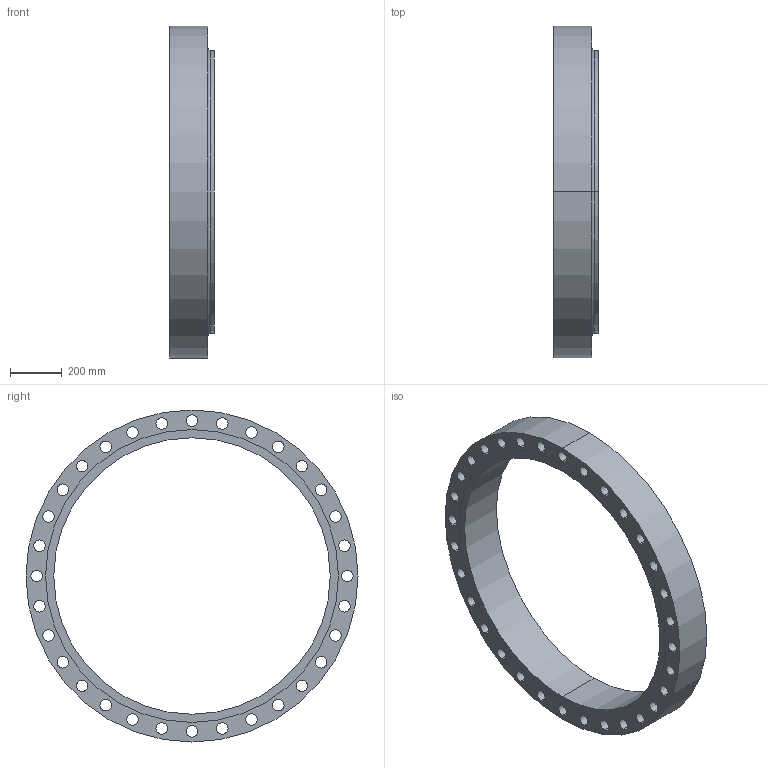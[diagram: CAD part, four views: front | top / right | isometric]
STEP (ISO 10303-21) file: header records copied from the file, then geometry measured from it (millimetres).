
FILE_DESCRIPTION (( 'STEP AP203' ), '1' );
FILE_NAME ('42_300_B1647A_RF_SOF.STEP', '2024-01-12T03:25:39', ( '' ), ( '' ), 'SwSTEP 2.0', 'SolidWorks 2023', '' );
FILE_SCHEMA (( 'CONFIG_CONTROL_DESIGN' ));
Length unit declared in the file: inch
Products named in the file (1): 42_300_B1647A_RF_SOF
Bounding box: 174.62 x 1289.05 x 1289.05 mm (x, y, z)
Volume: 53148078 mm3; surface area: 2627397.4 mm2
Topology: 1 solids, 1 shells, 78 faces, 220 edges, 146 vertices
Faces by surface type: cylinder 72, plane 4, torus 2
Entity records: 2827 total; most frequent: DIRECTION 526, CARTESIAN_POINT 445, ORIENTED_EDGE 440, AXIS2_PLACEMENT_3D 227, EDGE_CURVE 220, CIRCLE 148, EDGE_LOOP 146, VERTEX_POINT 146
